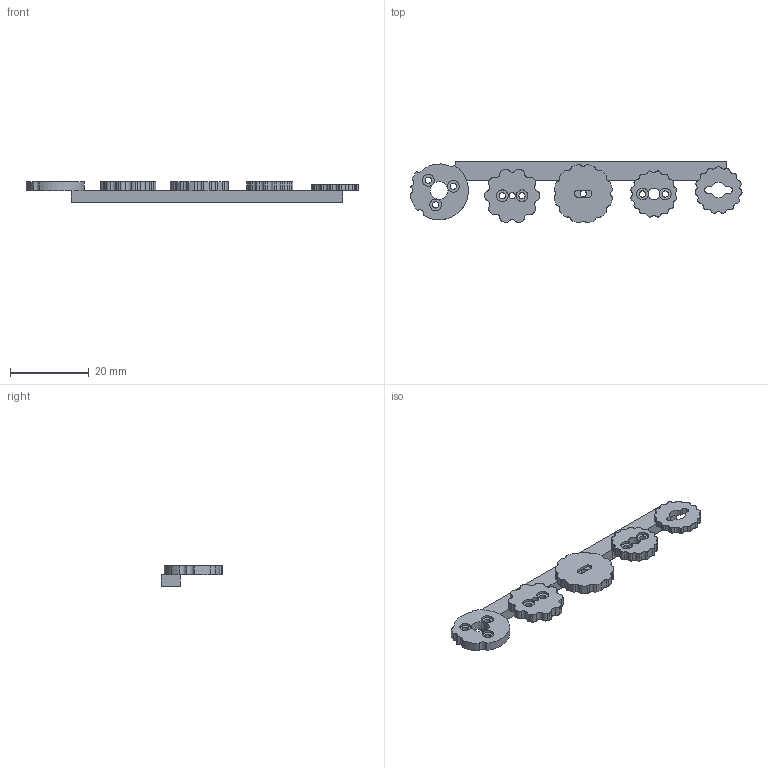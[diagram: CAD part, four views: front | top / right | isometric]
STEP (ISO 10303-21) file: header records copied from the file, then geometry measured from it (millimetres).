
FILE_DESCRIPTION(/* description */ (''),/* implementation_level */ '2;1');
FILE_NAME(/* name */ 'Clickers.step',/* time_stamp */ '2025-06-28T15:14:15+03:00',/* author */ (''),/* organization */ (''),/* preprocessor_version */ 'ST-DEVELOPER v20.1',/* originating_system */ 'Autodesk Translation Framework v14.4.0.0',/* authorisation */ '');
FILE_SCHEMA (('AUTOMOTIVE_DESIGN { 1 0 10303 214 3 1 1 }'));
Length unit declared in the file: millimetre
Products named in the file (1): Clickers
Bounding box: 84.52 x 15.64 x 5.3 mm (x, y, z)
Volume: 2329.5 mm3; surface area: 2873.1 mm2
Topology: 1 solids, 1 shells, 299 faces, 941 edges, 611 vertices
Faces by surface type: cylinder 269, plane 30
Full cylindrical faces by diameter (mm): 1.6 x9, 3 x6, 4.5 x1
Entity records: 10971 total; most frequent: DIRECTION 2132, ORIENTED_EDGE 1882, CARTESIAN_POINT 1852, EDGE_CURVE 941, AXIS2_PLACEMENT_3D 891, VERTEX_POINT 611, CIRCLE 591, EDGE_LOOP 368
